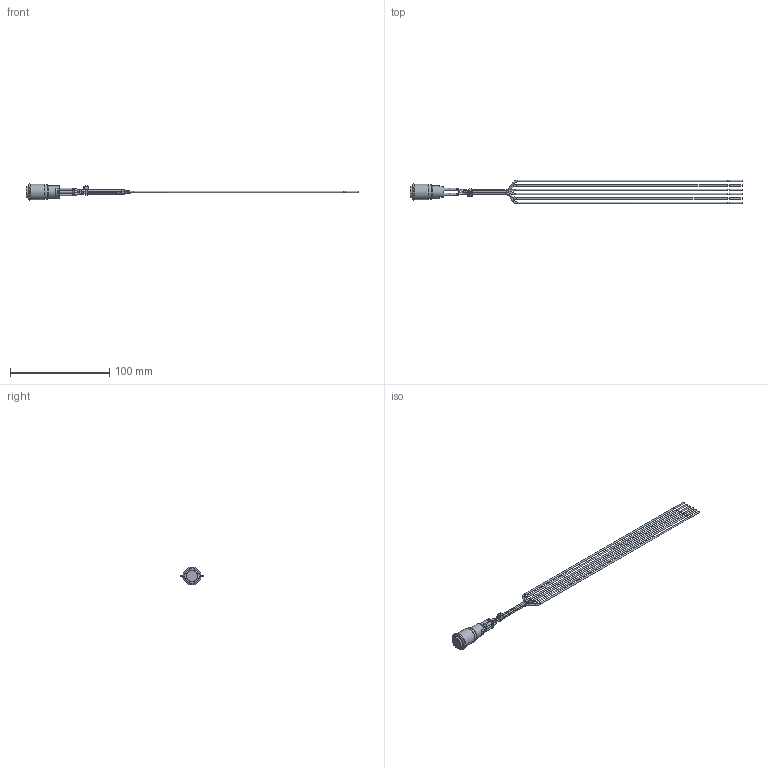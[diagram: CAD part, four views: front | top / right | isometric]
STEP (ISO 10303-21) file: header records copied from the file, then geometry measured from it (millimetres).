
FILE_DESCRIPTION(/* description */ ('','CAx-IF Rec.Pracs.---Representation and Presentation of Product Manufacturing Information (PMI)---4.0---2014-10-13'),/* implementation_level */ '2;1');
FILE_NAME(/* name */ 'PV3HWH0xx.stp',/* time_stamp */ '2019-06-12T13:36:15-05:00',/* author */ ('mroman'),/* organization */ (''),/* preprocessor_version */ 'ST-DEVELOPER v17',/* originating_system */ 'Autodesk Inventor 2018',/* authorisation */ '');
FILE_SCHEMA (('AP242_MANAGED_MODEL_BASED_3D_ENGINEERING_MIM_LF { 1 0 10303 442 1 1 4 }'));
Length unit declared in the file: millimetre
Products named in the file (1): PV3HWH0xx
Bounding box: 334.1 x 23.6 x 18 mm (x, y, z)
Volume: 7145.7 mm3; surface area: 13092.6 mm2
Topology: 2 solids, 2 shells, 575 faces, 1749 edges, 1150 vertices
Faces by surface type: plane 322, cylinder 119, bspline 72, torus 44, cone 10, sphere 8
Full cylindrical faces by diameter (mm): 1.2 x12, 1.6 x31, 2.4 x12, 11 x1, 11.8 x1, 12 x1, 12.2 x1, 14.3 x1, 15 x1, 15.9 x1, 18 x1
Entity records: 21448 total; most frequent: CARTESIAN_POINT 5683, ORIENTED_EDGE 3506, DIRECTION 3069, EDGE_CURVE 1753, VERTEX_POINT 1150, AXIS2_PLACEMENT_3D 1064, LINE 949, VECTOR 949
